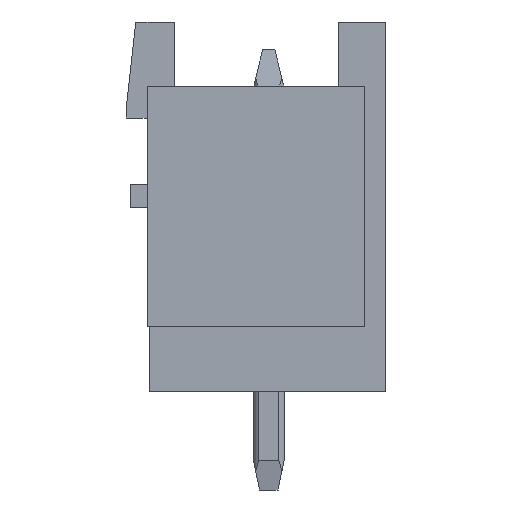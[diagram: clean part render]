
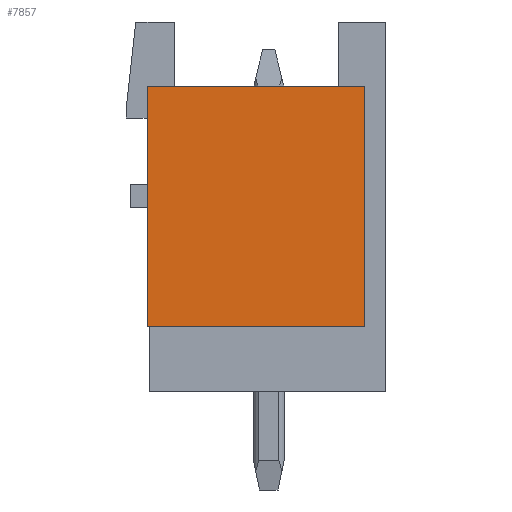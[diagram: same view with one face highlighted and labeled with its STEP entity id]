
A CAD part, left-side view. The second image highlights one B-rep face of the part: STEP entity #7857.
In plain terms, the highlighted planar face has unit normal (-1, 0, 0).
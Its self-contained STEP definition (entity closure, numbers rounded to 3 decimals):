
#7830=AXIS2_PLACEMENT_3D('Plane Axis2P3D',#7827,#7828,#7829) ;
#7805=CARTESIAN_POINT('Vertex',(0.,7.75,13.1)) ;
#7808=CARTESIAN_POINT('Line Origine',(0.,4.225,13.1)) ;
#7812=CARTESIAN_POINT('Vertex',(0.,0.7,13.1)) ;
#7827=CARTESIAN_POINT('Axis2P3D Location',(0.,7.75,5.3)) ;
#7832=CARTESIAN_POINT('Line Origine',(0.,7.75,9.2)) ;
#7836=CARTESIAN_POINT('Vertex',(0.,7.75,5.3)) ;
#7839=CARTESIAN_POINT('Line Origine',(0.,4.225,5.3)) ;
#7843=CARTESIAN_POINT('Vertex',(0.,0.7,5.3)) ;
#7846=CARTESIAN_POINT('Line Origine',(0.,0.7,9.2)) ;
#7809=DIRECTION('Vector Direction',(0.,-1.,0.)) ;
#7828=DIRECTION('Axis2P3D Direction',(1.,0.,0.)) ;
#7829=DIRECTION('Axis2P3D XDirection',(0.,0.,1.)) ;
#7833=DIRECTION('Vector Direction',(0.,0.,1.)) ;
#7840=DIRECTION('Vector Direction',(0.,-1.,0.)) ;
#7847=DIRECTION('Vector Direction',(0.,0.,1.)) ;
#7810=VECTOR('Line Direction',#7809,1.) ;
#7834=VECTOR('Line Direction',#7833,1.) ;
#7841=VECTOR('Line Direction',#7840,1.) ;
#7848=VECTOR('Line Direction',#7847,1.) ;
#7852=ORIENTED_EDGE('',*,*,#7814,.F.) ;
#7853=ORIENTED_EDGE('',*,*,#7838,.T.) ;
#7854=ORIENTED_EDGE('',*,*,#7845,.T.) ;
#7855=ORIENTED_EDGE('',*,*,#7850,.F.) ;
#7857=ADVANCED_FACE('HOUSING',(#7856),#7831,.F.) ;
#7814=EDGE_CURVE('',#7806,#7813,#7811,.T.) ;
#7838=EDGE_CURVE('',#7806,#7837,#7835,.F.) ;
#7845=EDGE_CURVE('',#7837,#7844,#7842,.T.) ;
#7850=EDGE_CURVE('',#7813,#7844,#7849,.F.) ;
#7851=EDGE_LOOP('',(#7852,#7853,#7854,#7855)) ;
#7856=FACE_OUTER_BOUND('',#7851,.T.) ;
#7811=LINE('Line',#7808,#7810) ;
#7835=LINE('Line',#7832,#7834) ;
#7842=LINE('Line',#7839,#7841) ;
#7849=LINE('Line',#7846,#7848) ;
#7831=PLANE('',#7830) ;
#7806=VERTEX_POINT('',#7805) ;
#7813=VERTEX_POINT('',#7812) ;
#7837=VERTEX_POINT('',#7836) ;
#7844=VERTEX_POINT('',#7843) ;
